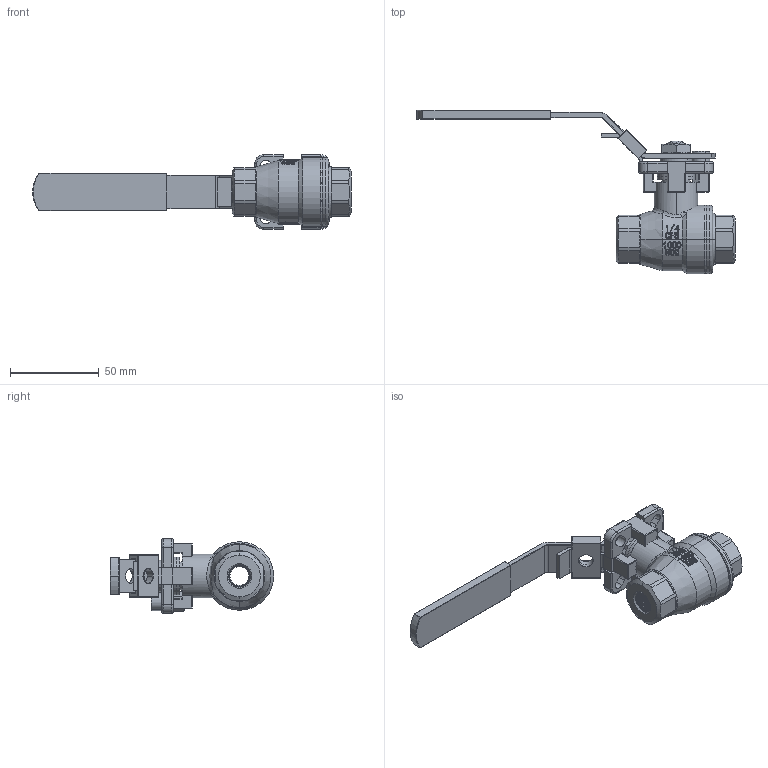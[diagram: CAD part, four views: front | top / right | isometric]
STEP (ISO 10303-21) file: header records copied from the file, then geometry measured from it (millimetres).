
FILE_DESCRIPTION (( 'STEP AP203' ), '1' );
FILE_NAME ('0.25-1000WOG KV-L20蚾饜芞.STEP', '2017-02-10T09:03:03', ( 'XiTongTianDi' ), ( 'XiTongTianDi.Com' ), 'SwSTEP 2.0', 'SolidWorks 2013', '' );
FILE_SCHEMA (( 'CONFIG_CONTROL_DESIGN' ));
Length unit declared in the file: millimetre
Products named in the file (10): hex nut gradec_iso_Hexagon Nut ISO - 4034 - M6 - N; 0.25-1000WOG 概极KV-L20; 0.25-1000WOG KV-L20蚾饜芞; 跡鰍; 評倛粟え; hex thin nut chamfered gradeab_iso_Hexagon Thin Nut ISO - 4035 - M10 - N; 滅侂菜え; 方口垫圈; 忒梟; socket head cap screw_iso_ISO 4762 M6 x 12 --- 12N
Assembly tree (11 placements, depth 2):
  0.25-1000WOG KV-L20蚾饜芞
    0.25-1000WOG 概极KV-L20
    跡鰍
    評倛粟え  x2
    hex thin nut chamfered gradeab_iso_Hexagon Thin Nut ISO - 4035 - M10 - N  x2
    滅侂菜え
    方口垫圈
    忒梟
    socket head cap screw_iso_ISO 4762 M6 x 12 --- 12N
    hex nut gradec_iso_Hexagon Nut ISO - 4034 - M6 - N
Bounding box: 179.19 x 91.8 x 42 mm (x, y, z)
Volume: 86556.6 mm3; surface area: 37086.9 mm2
Topology: 12 solids, 12 shells, 950 faces, 2442 edges, 1525 vertices
Faces by surface type: plane 366, cylinder 234, cone 151, bspline 125, torus 48, sphere 26
Entity records: 68387 total; most frequent: CARTESIAN_POINT 46211, ORIENTED_EDGE 4688, DIRECTION 3933, EDGE_CURVE 2344, VERTEX_POINT 1479, AXIS2_PLACEMENT_3D 1442, LINE 1049, VECTOR 1049
